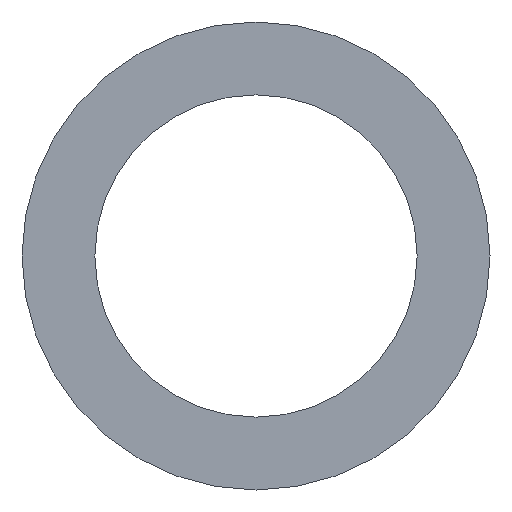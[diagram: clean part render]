
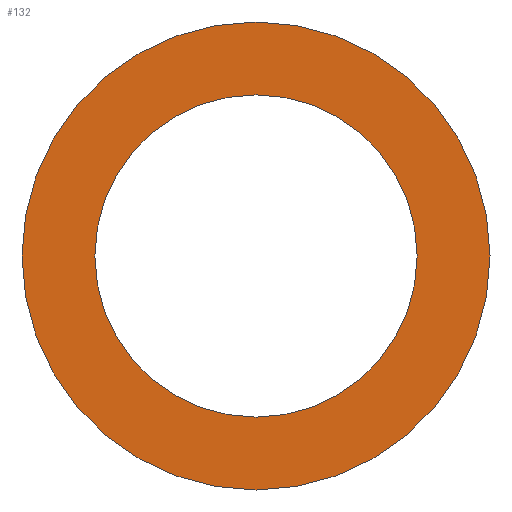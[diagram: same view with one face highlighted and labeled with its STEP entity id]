
A CAD part, left-side view. The second image highlights one B-rep face of the part: STEP entity #132.
In plain terms, the highlighted planar face has unit normal (-1, 0, 0).
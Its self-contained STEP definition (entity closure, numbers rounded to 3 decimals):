
#80 = VERTEX_POINT( '', #192 );
#88 = EDGE_CURVE( '', #80, #90, #200, .T. );
#90 = VERTEX_POINT( '', #202 );
#92 = VERTEX_POINT( '', #204 );
#118 = EDGE_CURVE( '', #138, #92, #233, .T. );
#132 = ADVANCED_FACE( '', ( #248, #249 ), #250, .T. );
#138 = VERTEX_POINT( '', #257 );
#142 = EDGE_CURVE( '', #92, #138, #262, .T. );
#160 = EDGE_CURVE( '', #90, #80, #284, .T. );
#192 = CARTESIAN_POINT( '', ( -132., 110.2, 0. ) );
#200 = CIRCLE( '', #325, 110.2 );
#202 = CARTESIAN_POINT( '', ( -132., -110.2, 0. ) );
#204 = CARTESIAN_POINT( '', ( -132., 160., 0. ) );
#233 = CIRCLE( '', #366, 160. );
#248 = FACE_BOUND( '', #385, .T. );
#249 = FACE_OUTER_BOUND( '', #386, .T. );
#250 = PLANE( '', #387 );
#257 = CARTESIAN_POINT( '', ( -132., -160., 0. ) );
#262 = CIRCLE( '', #402, 160. );
#284 = CIRCLE( '', #428, 110.2 );
#325 = AXIS2_PLACEMENT_3D( '', #448, #449, #450 );
#366 = AXIS2_PLACEMENT_3D( '', #478, #479, #480 );
#385 = EDGE_LOOP( '', ( #497, #498 ) );
#386 = EDGE_LOOP( '', ( #499, #500 ) );
#387 = AXIS2_PLACEMENT_3D( '', #501, #502, #503 );
#402 = AXIS2_PLACEMENT_3D( '', #521, #522, #523 );
#428 = AXIS2_PLACEMENT_3D( '', #556, #557, #558 );
#448 = CARTESIAN_POINT( '', ( -132., 0., 0. ) );
#449 = DIRECTION( '', ( -1., 0., 0. ) );
#450 = DIRECTION( '', ( 0., 1., 0. ) );
#478 = CARTESIAN_POINT( '', ( -132., 0., 0. ) );
#479 = DIRECTION( '', ( -1., 0., 0. ) );
#480 = DIRECTION( '', ( 0., 1., 0. ) );
#497 = ORIENTED_EDGE( '', *, *, #88, .F. );
#498 = ORIENTED_EDGE( '', *, *, #160, .F. );
#499 = ORIENTED_EDGE( '', *, *, #142, .T. );
#500 = ORIENTED_EDGE( '', *, *, #118, .T. );
#501 = CARTESIAN_POINT( '', ( -132., 135.1, 0. ) );
#502 = DIRECTION( '', ( -1., 0., 0. ) );
#503 = DIRECTION( '', ( 0., 1., 0. ) );
#521 = CARTESIAN_POINT( '', ( -132., 0., 0. ) );
#522 = DIRECTION( '', ( -1., 0., 0. ) );
#523 = DIRECTION( '', ( 0., 1., 0. ) );
#556 = CARTESIAN_POINT( '', ( -132., 0., 0. ) );
#557 = DIRECTION( '', ( -1., 0., 0. ) );
#558 = DIRECTION( '', ( 0., 1., 0. ) );
